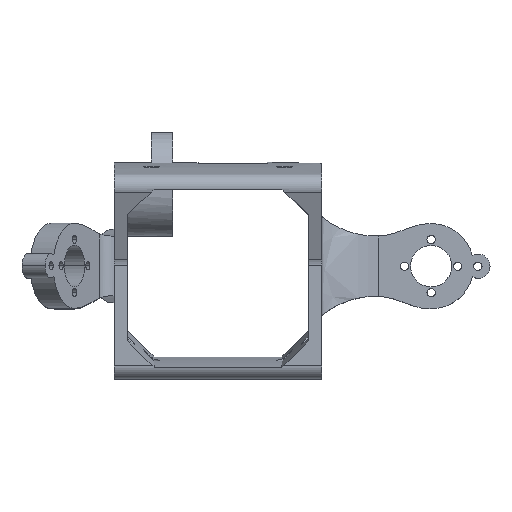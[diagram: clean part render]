
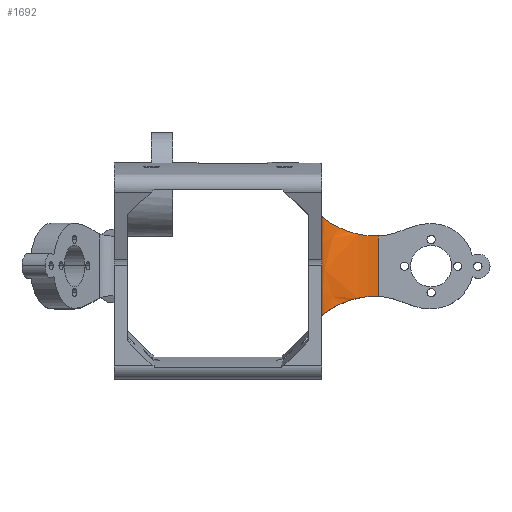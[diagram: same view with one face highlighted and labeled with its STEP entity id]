
A CAD part, top view. The second image highlights one B-rep face of the part: STEP entity #1692.
In plain terms, the highlighted free-form (B-spline) face has degree [5, 1] with [6, 2] control points.
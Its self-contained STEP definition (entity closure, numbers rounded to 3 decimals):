
#120 = CARTESIAN_POINT ( 'NONE',  ( 39., -18.715, -6.669 ) ) ;
#355 = CARTESIAN_POINT ( 'NONE',  ( 48.895, 13.028, -13.874 ) ) ;
#381 = CARTESIAN_POINT ( 'NONE',  ( 39.449, 18.286, -7.828 ) ) ;
#464 = LINE ( 'NONE', #2061, #3677 ) ;
#501 = EDGE_LOOP ( 'NONE', ( #6505, #7830, #4694, #7132 ) ) ;
#684 = CARTESIAN_POINT ( 'NONE',  ( 39., -18.715, -6.669 ) ) ;
#693 = CARTESIAN_POINT ( 'NONE',  ( 39., -18.715, -6.805 ) ) ;
#700 = CARTESIAN_POINT ( 'NONE',  ( 39.028, -18.686, -6.936 ) ) ;
#706 = CARTESIAN_POINT ( 'NONE',  ( 39.105, -18.609, -7.183 ) ) ;
#716 = CARTESIAN_POINT ( 'NONE',  ( 39.154, -18.56, -7.299 ) ) ;
#731 = CARTESIAN_POINT ( 'NONE',  ( 39.318, -18.405, -7.628 ) ) ;
#740 = CARTESIAN_POINT ( 'NONE',  ( 39.449, -18.286, -7.828 ) ) ;
#751 = CARTESIAN_POINT ( 'NONE',  ( 39.873, -17.92, -8.404 ) ) ;
#763 = CARTESIAN_POINT ( 'NONE',  ( 40.194, -17.663, -8.748 ) ) ;
#771 = CARTESIAN_POINT ( 'NONE',  ( 40.871, -17.153, -9.399 ) ) ;
#781 = CARTESIAN_POINT ( 'NONE',  ( 41.23, -16.899, -9.704 ) ) ;
#789 = CARTESIAN_POINT ( 'NONE',  ( 41.975, -16.4, -10.287 ) ) ;
#799 = CARTESIAN_POINT ( 'NONE',  ( 42.36, -16.154, -10.564 ) ) ;
#807 = CARTESIAN_POINT ( 'NONE',  ( 43.552, -15.435, -11.361 ) ) ;
#816 = CARTESIAN_POINT ( 'NONE',  ( 44.39, -14.98, -11.845 ) ) ;
#827 = CARTESIAN_POINT ( 'NONE',  ( 45.699, -14.342, -12.514 ) ) ;
#841 = CARTESIAN_POINT ( 'NONE',  ( 46.145, -14.137, -12.728 ) ) ;
#852 = CARTESIAN_POINT ( 'NONE',  ( 47.047, -13.746, -13.133 ) ) ;
#859 = CARTESIAN_POINT ( 'NONE',  ( 47.504, -13.56, -13.325 ) ) ;
#872 = CARTESIAN_POINT ( 'NONE',  ( 48.895, -13.028, -13.874 ) ) ;
#886 = CARTESIAN_POINT ( 'NONE',  ( 49.848, -12.711, -14.201 ) ) ;
#893 = CARTESIAN_POINT ( 'NONE',  ( 51.806, -12.162, -14.78 ) ) ;
#903 = CARTESIAN_POINT ( 'NONE',  ( 52.812, -11.929, -15.032 ) ) ;
#911 = CARTESIAN_POINT ( 'NONE',  ( 60.153, -11.334, -16. ) ) ;
#973 = CARTESIAN_POINT ( 'NONE',  ( 55.912, -11.38, -15.669 ) ) ;
#1060 = CARTESIAN_POINT ( 'NONE',  ( 47.047, 13.746, -13.133 ) ) ;
#1090 = CARTESIAN_POINT ( 'NONE',  ( 39.154, 18.56, -7.299 ) ) ;
#1102 = EDGE_CURVE ( 'NONE', #4627, #7500, #3249, .T. ) ;
#1143 = CARTESIAN_POINT ( 'NONE',  ( 58.013, -11.225, -15.923 ) ) ;
#1399 = LINE ( 'NONE', #6284, #6235 ) ;
#1692 = ADVANCED_FACE ( 'NONE', ( #3018 ), #3471, .T. ) ;
#1759 = CARTESIAN_POINT ( 'NONE',  ( 45.699, 14.342, -12.514 ) ) ;
#1785 = CARTESIAN_POINT ( 'NONE',  ( 39.028, 18.686, -6.936 ) ) ;
#1844 = VERTEX_POINT ( 'NONE', #5775 ) ;
#2061 = CARTESIAN_POINT ( 'NONE',  ( 39., -25., -6.669 ) ) ;
#2193 = CARTESIAN_POINT ( 'NONE',  ( 60.153, -11.334, -16. ) ) ;
#2354 = DIRECTION ( 'NONE',  ( 0., 1., 0. ) ) ;
#2382 = CARTESIAN_POINT ( 'NONE',  ( 60.153, 11.334, -16. ) ) ;
#2407 = CARTESIAN_POINT ( 'NONE',  ( 43.552, 15.435, -11.361 ) ) ;
#2439 = CARTESIAN_POINT ( 'NONE',  ( 39., 18.715, -6.669 ) ) ;
#3018 = FACE_OUTER_BOUND ( 'NONE', #501, .T. ) ;
#3107 = CARTESIAN_POINT ( 'NONE',  ( 41.975, 16.4, -10.287 ) ) ;
#3249 = B_SPLINE_CURVE_WITH_KNOTS ( 'NONE', 3,
 ( #911, #1143, #973, #903, #893, #886, #872, #859, #852, #841, #827, #816, #807, #799, #789, #781, #771, #763, #751, #740, #731, #716, #706, #700, #693, #684 ),
 .UNSPECIFIED., .F., .F.,
 ( 4, 2, 2, 2, 2, 2, 2, 2, 2, 2, 2, 2, 4 ),
 ( 0., 0.006, 0.01, 0.013, 0.014, 0.016, 0.019, 0.021, 0.022, 0.024, 0.025, 0.025, 0.025 ),
 .UNSPECIFIED. ) ;
#3471 = B_SPLINE_SURFACE_WITH_KNOTS ( 'NONE', 5, 1, ( 
 ( #6477, #6496 ),
 ( #6470, #8064 ),
 ( #6539, #6899 ),
 ( #6916, #6819 ),
 ( #6839, #6865 ),
 ( #6892, #6874 ) ),
 .UNSPECIFIED., .F., .F., .F.,
 ( 6, 6 ),
 ( 2, 2 ),
 ( 0., 1. ),
 ( 0., 1. ),
 .UNSPECIFIED. ) ;
#3677 = VECTOR ( 'NONE', #7178, 1000. ) ;
#3780 = CARTESIAN_POINT ( 'NONE',  ( 52.812, 11.929, -15.032 ) ) ;
#3807 = CARTESIAN_POINT ( 'NONE',  ( 40.871, 17.153, -9.399 ) ) ;
#4202 = EDGE_CURVE ( 'NONE', #4627, #8092, #1399, .T. ) ;
#4471 = CARTESIAN_POINT ( 'NONE',  ( 49.848, 12.711, -14.201 ) ) ;
#4502 = CARTESIAN_POINT ( 'NONE',  ( 39.873, 17.92, -8.404 ) ) ;
#4627 = VERTEX_POINT ( 'NONE', #2193 ) ;
#4694 = ORIENTED_EDGE ( 'NONE', *, *, #5856, .T. ) ;
#5135 = CARTESIAN_POINT ( 'NONE',  ( 60.153, 11.334, -16. ) ) ;
#5138 = CARTESIAN_POINT ( 'NONE',  ( 47.504, 13.56, -13.325 ) ) ;
#5166 = CARTESIAN_POINT ( 'NONE',  ( 39.318, 18.405, -7.628 ) ) ;
#5659 = B_SPLINE_CURVE_WITH_KNOTS ( 'NONE', 3,
 ( #2382, #7459, #7483, #3780, #8096, #4471, #355, #5138, #1060, #5737, #1759, #6338, #2407, #6924, #3107, #7517, #3807, #8127, #4502, #381, #5166, #1090, #5769, #1785, #6366, #2439 ),
 .UNSPECIFIED., .F., .F.,
 ( 4, 2, 2, 2, 2, 2, 2, 2, 2, 2, 2, 2, 4 ),
 ( 0., 0.006, 0.01, 0.013, 0.014, 0.016, 0.019, 0.021, 0.022, 0.024, 0.025, 0.025, 0.025 ),
 .UNSPECIFIED. ) ;
#5737 = CARTESIAN_POINT ( 'NONE',  ( 46.145, 14.137, -12.728 ) ) ;
#5769 = CARTESIAN_POINT ( 'NONE',  ( 39.105, 18.609, -7.183 ) ) ;
#5775 = CARTESIAN_POINT ( 'NONE',  ( 39., 18.715, -6.669 ) ) ;
#5856 = EDGE_CURVE ( 'NONE', #8092, #1844, #5659, .T. ) ;
#6235 = VECTOR ( 'NONE', #2354, 1000. ) ;
#6284 = CARTESIAN_POINT ( 'NONE',  ( 60.153, -25., -16. ) ) ;
#6338 = CARTESIAN_POINT ( 'NONE',  ( 44.39, 14.98, -11.845 ) ) ;
#6366 = CARTESIAN_POINT ( 'NONE',  ( 39., 18.715, -6.805 ) ) ;
#6470 = CARTESIAN_POINT ( 'NONE',  ( 39., -18.939, -8.706 ) ) ;
#6477 = CARTESIAN_POINT ( 'NONE',  ( 39., -18.939, -6.669 ) ) ;
#6496 = CARTESIAN_POINT ( 'NONE',  ( 39., 18.939, -6.669 ) ) ;
#6505 = ORIENTED_EDGE ( 'NONE', *, *, #1102, .F. ) ;
#6539 = CARTESIAN_POINT ( 'NONE',  ( 44.427, -18.939, -13.343 ) ) ;
#6819 = CARTESIAN_POINT ( 'NONE',  ( 51.209, 18.939, -15.298 ) ) ;
#6839 = CARTESIAN_POINT ( 'NONE',  ( 56.755, -18.939, -15.877 ) ) ;
#6865 = CARTESIAN_POINT ( 'NONE',  ( 56.755, 18.939, -15.877 ) ) ;
#6874 = CARTESIAN_POINT ( 'NONE',  ( 60.153, 18.939, -16. ) ) ;
#6892 = CARTESIAN_POINT ( 'NONE',  ( 60.153, -18.939, -16. ) ) ;
#6899 = CARTESIAN_POINT ( 'NONE',  ( 44.427, 18.939, -13.343 ) ) ;
#6916 = CARTESIAN_POINT ( 'NONE',  ( 51.209, -18.939, -15.298 ) ) ;
#6924 = CARTESIAN_POINT ( 'NONE',  ( 42.36, 16.154, -10.564 ) ) ;
#7132 = ORIENTED_EDGE ( 'NONE', *, *, #8358, .F. ) ;
#7178 = DIRECTION ( 'NONE',  ( 0., 1., 0. ) ) ;
#7459 = CARTESIAN_POINT ( 'NONE',  ( 58.013, 11.225, -15.923 ) ) ;
#7483 = CARTESIAN_POINT ( 'NONE',  ( 55.912, 11.38, -15.669 ) ) ;
#7500 = VERTEX_POINT ( 'NONE', #120 ) ;
#7517 = CARTESIAN_POINT ( 'NONE',  ( 41.23, 16.899, -9.704 ) ) ;
#7830 = ORIENTED_EDGE ( 'NONE', *, *, #4202, .T. ) ;
#8064 = CARTESIAN_POINT ( 'NONE',  ( 39., 18.939, -8.706 ) ) ;
#8092 = VERTEX_POINT ( 'NONE', #5135 ) ;
#8096 = CARTESIAN_POINT ( 'NONE',  ( 51.806, 12.162, -14.78 ) ) ;
#8127 = CARTESIAN_POINT ( 'NONE',  ( 40.194, 17.663, -8.748 ) ) ;
#8358 = EDGE_CURVE ( 'NONE', #7500, #1844, #464, .T. ) ;
